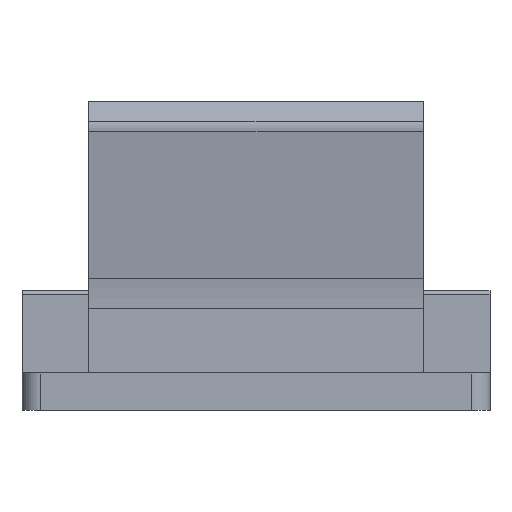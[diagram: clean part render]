
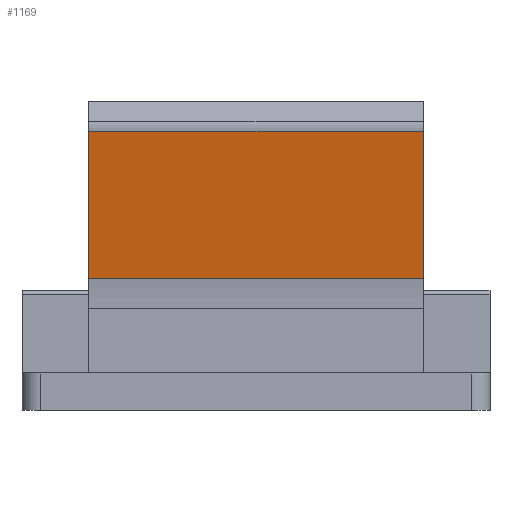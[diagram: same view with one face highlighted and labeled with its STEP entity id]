
A CAD part, left-side view. The second image highlights one B-rep face of the part: STEP entity #1169.
In plain terms, the highlighted planar face has unit normal (-0.987, 0, -0.161).
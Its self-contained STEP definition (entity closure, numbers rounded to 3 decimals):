
#44=PLANE('',#1271);
#94=FACE_OUTER_BOUND('',#160,.T.);
#160=EDGE_LOOP('',(#897,#898,#899,#900));
#212=LINE('',#1689,#334);
#232=LINE('',#1752,#354);
#238=LINE('',#1765,#360);
#257=LINE('',#1815,#379);
#334=VECTOR('',#1345,10.);
#354=VECTOR('',#1395,10.);
#360=VECTOR('',#1409,10.);
#379=VECTOR('',#1466,10.);
#504=VERTEX_POINT('',#1685);
#506=VERTEX_POINT('',#1688);
#532=VERTEX_POINT('',#1748);
#534=VERTEX_POINT('',#1751);
#617=EDGE_CURVE('',#506,#504,#212,.T.);
#647=EDGE_CURVE('',#534,#532,#232,.T.);
#655=EDGE_CURVE('',#532,#506,#238,.T.);
#680=EDGE_CURVE('',#534,#504,#257,.T.);
#897=ORIENTED_EDGE('',*,*,#617,.T.);
#898=ORIENTED_EDGE('',*,*,#680,.F.);
#899=ORIENTED_EDGE('',*,*,#647,.T.);
#900=ORIENTED_EDGE('',*,*,#655,.T.);
#1169=ADVANCED_FACE('',(#94),#44,.F.);
#1271=AXIS2_PLACEMENT_3D('',#1819,#1472,#1473);
#1345=DIRECTION('',(0.,-1.,0.));
#1395=DIRECTION('',(0.,1.,0.));
#1409=DIRECTION('',(0.16,0.,-0.987));
#1466=DIRECTION('',(0.16,0.,-0.987));
#1472=DIRECTION('center_axis',(0.987,0.,0.16));
#1473=DIRECTION('ref_axis',(0.16,0.,-0.987));
#1685=CARTESIAN_POINT('',(-71.648,-45.,-50.398));
#1688=CARTESIAN_POINT('',(-71.648,45.,-50.398));
#1689=CARTESIAN_POINT('',(-71.648,-22.5,-50.398));
#1748=CARTESIAN_POINT('',(-78.09,45.,-10.778));
#1751=CARTESIAN_POINT('',(-78.09,-45.,-10.778));
#1752=CARTESIAN_POINT('',(-78.09,0.,-10.778));
#1765=CARTESIAN_POINT('',(-78.303,45.,-9.469));
#1815=CARTESIAN_POINT('',(-78.303,-45.,-9.469));
#1819=CARTESIAN_POINT('Origin',(-78.303,0.,-9.469));
